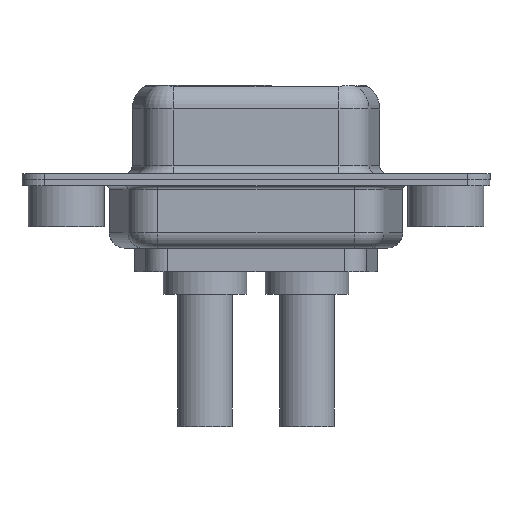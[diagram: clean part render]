
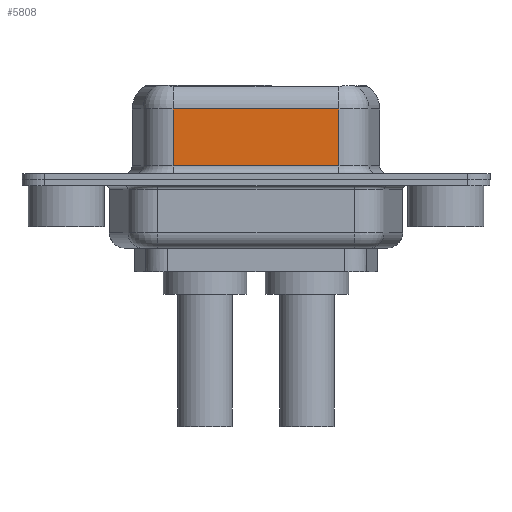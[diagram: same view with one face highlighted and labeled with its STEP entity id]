
A CAD part, front view. The second image highlights one B-rep face of the part: STEP entity #5808.
In plain terms, the highlighted planar face has unit normal (0, -1, 0).
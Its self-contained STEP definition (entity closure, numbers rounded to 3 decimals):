
#426 = CARTESIAN_POINT ( 'NONE',  ( 17.962, -3.95, 6.4 ) ) ;
#799 = CARTESIAN_POINT ( 'NONE',  ( 7.038, -3.95, 6.4 ) ) ;
#927 = VERTEX_POINT ( 'NONE', #6112 ) ;
#1789 = ORIENTED_EDGE ( 'NONE', *, *, #6634, .T. ) ;
#2042 = CARTESIAN_POINT ( 'NONE',  ( 7.038, -3.95, 0.9 ) ) ;
#2144 = LINE ( 'NONE', #6011, #5012 ) ;
#2265 = DIRECTION ( 'NONE',  ( 0., 0., 1. ) ) ;
#2634 = VECTOR ( 'NONE', #7995, 1000. ) ;
#2642 = VERTEX_POINT ( 'NONE', #12906 ) ;
#2706 = VERTEX_POINT ( 'NONE', #6534 ) ;
#4351 = ORIENTED_EDGE ( 'NONE', *, *, #11040, .F. ) ;
#4384 = PLANE ( 'NONE',  #13026 ) ;
#5012 = VECTOR ( 'NONE', #12491, 1000. ) ;
#5489 = CARTESIAN_POINT ( 'NONE',  ( 17.962, -3.95, 6.4 ) ) ;
#5521 = LINE ( 'NONE', #426, #2634 ) ;
#5808 = ADVANCED_FACE ( 'NONE', ( #9079 ), #4384, .F. ) ;
#6011 = CARTESIAN_POINT ( 'NONE',  ( 17.962, -3.95, 0.9 ) ) ;
#6112 = CARTESIAN_POINT ( 'NONE',  ( 17.962, -3.95, 4.65 ) ) ;
#6534 = CARTESIAN_POINT ( 'NONE',  ( 17.962, -3.95, 0.9 ) ) ;
#6634 = EDGE_CURVE ( 'NONE', #927, #2642, #12395, .T. ) ;
#7914 = VECTOR ( 'NONE', #8361, 1000. ) ;
#7995 = DIRECTION ( 'NONE',  ( 0., 0., -1. ) ) ;
#8361 = DIRECTION ( 'NONE',  ( 0., 0., -1. ) ) ;
#8797 = DIRECTION ( 'NONE',  ( 0., 1., 0. ) ) ;
#9079 = FACE_OUTER_BOUND ( 'NONE', #12506, .T. ) ;
#9122 = EDGE_CURVE ( 'NONE', #9889, #2706, #2144, .T. ) ;
#9889 = VERTEX_POINT ( 'NONE', #2042 ) ;
#10306 = DIRECTION ( 'NONE',  ( -1., 0., 0. ) ) ;
#10813 = LINE ( 'NONE', #799, #7914 ) ;
#11040 = EDGE_CURVE ( 'NONE', #927, #2706, #5521, .T. ) ;
#11486 = CARTESIAN_POINT ( 'NONE',  ( 17.962, -3.95, 4.65 ) ) ;
#12013 = EDGE_CURVE ( 'NONE', #2642, #9889, #10813, .T. ) ;
#12065 = VECTOR ( 'NONE', #10306, 1000. ) ;
#12395 = LINE ( 'NONE', #11486, #12065 ) ;
#12491 = DIRECTION ( 'NONE',  ( 1., 0., 0. ) ) ;
#12506 = EDGE_LOOP ( 'NONE', ( #4351, #1789, #13031, #13033 ) ) ;
#12906 = CARTESIAN_POINT ( 'NONE',  ( 7.038, -3.95, 4.65 ) ) ;
#13026 = AXIS2_PLACEMENT_3D ( 'NONE', #5489, #8797, #2265 ) ;
#13031 = ORIENTED_EDGE ( 'NONE', *, *, #12013, .T. ) ;
#13033 = ORIENTED_EDGE ( 'NONE', *, *, #9122, .T. ) ;
